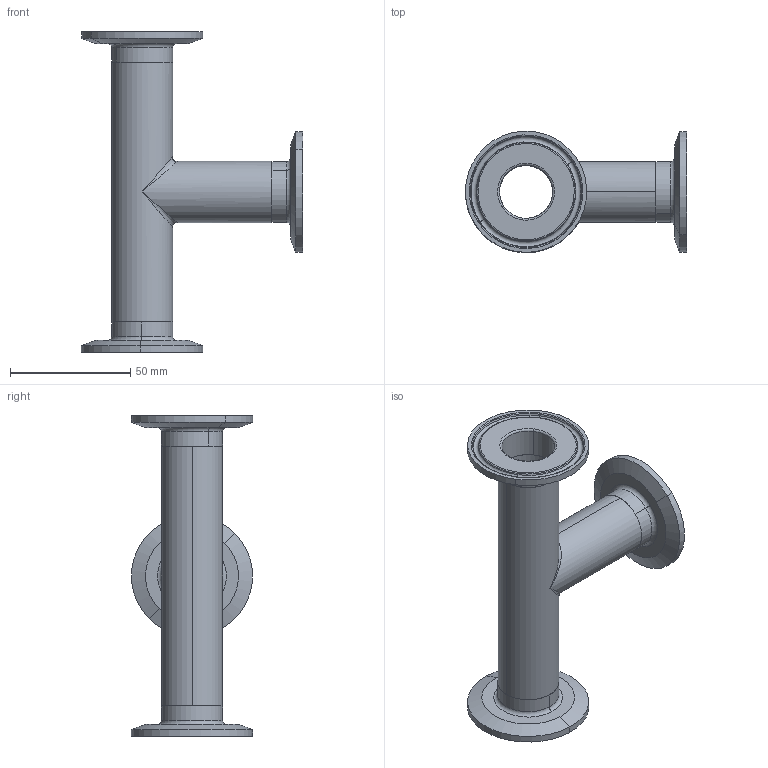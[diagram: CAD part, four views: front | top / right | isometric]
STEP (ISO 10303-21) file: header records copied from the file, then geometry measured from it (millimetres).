
FILE_DESCRIPTION (( 'STEP AP214' ), '1' );
FILE_NAME ('DT18 25.4 B.STEP', '2014-03-17T07:04:45', ( '' ), ( '' ), 'SwSTEP 2.0', 'SolidWorks 2013', '' );
FILE_SCHEMA (( 'AUTOMOTIVE_DESIGN' ));
Length unit declared in the file: inch
Products named in the file (3): DT18 25.4; 18 25.4; DT18 25.4 B
Assembly tree (4 placements, depth 2):
  DT18 25.4 B
    DT18 25.4
    18 25.4  x3
Bounding box: 91.89 x 50.38 x 133.4 mm (x, y, z)
Volume: 40961.7 mm3; surface area: 38312.2 mm2
Topology: 4 solids, 4 shells, 93 faces, 202 edges, 114 vertices
Faces by surface type: torus 30, cylinder 26, cone 18, plane 15, bspline 4
Entity records: 1672 total; most frequent: CARTESIAN_POINT 644, DIRECTION 214, ORIENTED_EDGE 180, AXIS2_PLACEMENT_3D 96, EDGE_CURVE 90, VERTEX_POINT 54, CIRCLE 52, EDGE_LOOP 48
